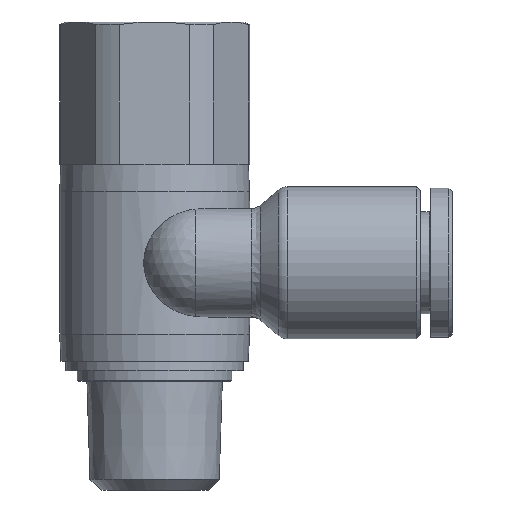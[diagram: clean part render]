
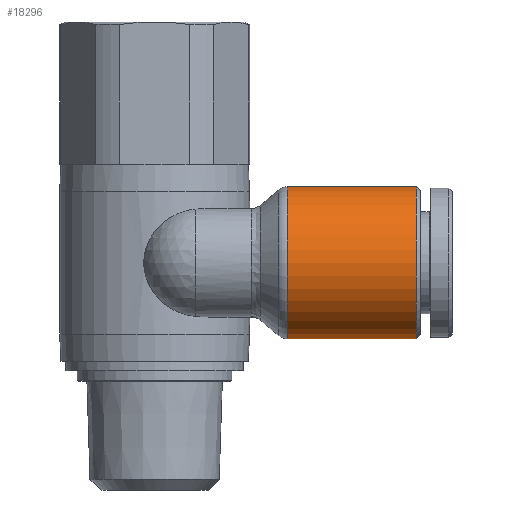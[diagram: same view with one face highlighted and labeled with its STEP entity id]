
A CAD part, front view. The second image highlights one B-rep face of the part: STEP entity #18296.
In plain terms, the highlighted cylindrical face has radius 5.6 mm (diameter 11.2 mm), a partial arc.
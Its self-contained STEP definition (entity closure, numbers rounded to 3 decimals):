
#279=CARTESIAN_POINT('',(-20.3,11.4,5.6));
#280=VERTEX_POINT('',#279);
#281=CARTESIAN_POINT('',(-10.765,11.4,5.6));
#282=VERTEX_POINT('',#281);
#283=CARTESIAN_POINT('',(-20.3,11.4,5.6));
#284=DIRECTION('',(1.0,0.0,0.0));
#285=VECTOR('',#284,9.535);
#286=LINE('',#283,#285);
#287=EDGE_CURVE('',#280,#282,#286,.T.);
#289=CARTESIAN_POINT('',(-20.3,11.4,-5.6));
#290=VERTEX_POINT('',#289);
#298=CARTESIAN_POINT('',(-10.765,11.4,-5.6));
#299=VERTEX_POINT('',#298);
#300=CARTESIAN_POINT('',(-10.765,11.4,-5.6));
#301=DIRECTION('',(-1.0,0.0,0.0));
#302=VECTOR('',#301,9.535);
#303=LINE('',#300,#302);
#304=EDGE_CURVE('',#299,#290,#303,.T.);
#404=CARTESIAN_POINT('',(-10.765,11.4,0.));
#405=DIRECTION('',(1.0,0.0,0.0));
#406=DIRECTION('',(0.0,0.0,-1.0));
#407=AXIS2_PLACEMENT_3D('',#404,#405,#406);
#408=CIRCLE('',#407,5.6);
#409=EDGE_CURVE('',#299,#282,#408,.T.);
#12609=CARTESIAN_POINT('',(-20.3,11.4,0.));
#12610=DIRECTION('',(-1.0,0.,0.));
#12611=DIRECTION('',(0.,0.,-1.0));
#12612=AXIS2_PLACEMENT_3D('',#12609,#12610,#12611);
#12613=CIRCLE('',#12612,5.6);
#12614=EDGE_CURVE('',#280,#290,#12613,.T.);
#18285=CARTESIAN_POINT('',(-14.7,11.4,0.));
#18286=DIRECTION('',(1.0,0.,0.));
#18287=DIRECTION('',(0.,0.,1.0));
#18288=AXIS2_PLACEMENT_3D('',#18285,#18286,#18287);
#18289=CYLINDRICAL_SURFACE('',#18288,5.6);
#18290=ORIENTED_EDGE('',*,*,#287,.T.);
#18291=ORIENTED_EDGE('',*,*,#409,.F.);
#18292=ORIENTED_EDGE('',*,*,#304,.T.);
#18293=ORIENTED_EDGE('',*,*,#12614,.F.);
#18294=EDGE_LOOP('',(#18290,#18291,#18292,#18293));
#18295=FACE_OUTER_BOUND('',#18294,.T.);
#18296=ADVANCED_FACE('',(#18295),#18289,.T.);
